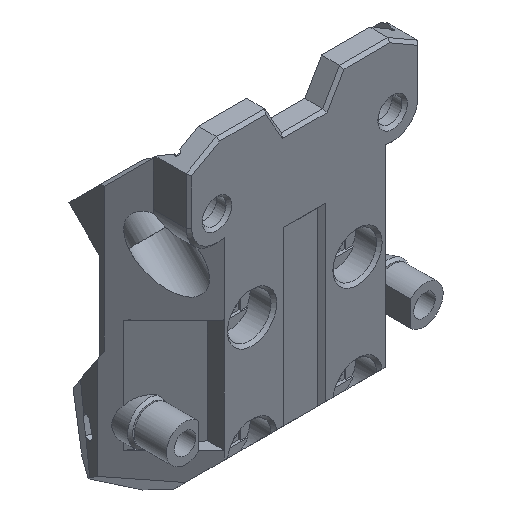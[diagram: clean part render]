
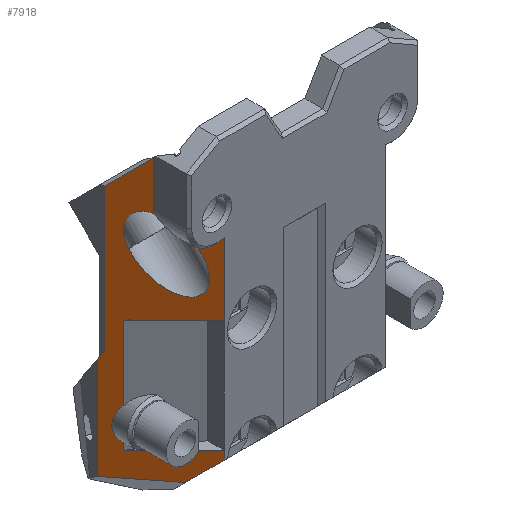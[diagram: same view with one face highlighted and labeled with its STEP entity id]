
A CAD part, isometric view. The second image highlights one B-rep face of the part: STEP entity #7918.
In plain terms, the highlighted face is planar.
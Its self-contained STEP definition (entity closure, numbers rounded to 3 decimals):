
#67=(
BOUNDED_CURVE()
B_SPLINE_CURVE(2,(#11923,#11924,#11925),.UNSPECIFIED.,.F.,.F.)
B_SPLINE_CURVE_WITH_KNOTS((3,3),(0.,0.076),.UNSPECIFIED.)
CURVE()
GEOMETRIC_REPRESENTATION_ITEM()
RATIONAL_B_SPLINE_CURVE((1.,1.,1.))
REPRESENTATION_ITEM('')
);
#425=ELLIPSE('',#8445,5.657,4.);
#426=ELLIPSE('',#8446,6.1,3.05);
#427=ELLIPSE('',#8447,6.1,3.05);
#428=ELLIPSE('',#8448,5.657,4.);
#429=ELLIPSE('',#8449,3.697,3.);
#519=FACE_OUTER_BOUND('',#992,.T.);
#992=EDGE_LOOP('',(#5326,#5327,#5328,#5329,#5330,#5331,#5332,#5333,#5334,
#5335,#5336,#5337,#5338,#5339,#5340,#5341,#5342,#5343,#5344));
#1547=LINE('',#11906,#2416);
#1553=LINE('',#11919,#2422);
#1554=LINE('',#11921,#2423);
#1555=LINE('',#11935,#2424);
#1556=LINE('',#11937,#2425);
#1557=LINE('',#11939,#2426);
#1558=LINE('',#11941,#2427);
#1559=LINE('',#11943,#2428);
#1560=LINE('',#11945,#2429);
#1561=LINE('',#11947,#2430);
#1562=LINE('',#11949,#2431);
#1563=LINE('',#11951,#2432);
#1564=LINE('',#11953,#2433);
#2416=VECTOR('',#9276,10.);
#2422=VECTOR('',#9286,10.);
#2423=VECTOR('',#9287,10.);
#2424=VECTOR('',#9296,10.);
#2425=VECTOR('',#9297,10.);
#2426=VECTOR('',#9298,10.);
#2427=VECTOR('',#9299,10.);
#2428=VECTOR('',#9300,10.);
#2429=VECTOR('',#9301,10.);
#2430=VECTOR('',#9302,10.);
#2431=VECTOR('',#9303,10.);
#2432=VECTOR('',#9304,10.);
#2433=VECTOR('',#9305,10.);
#3271=VERTEX_POINT('',#11904);
#3272=VERTEX_POINT('',#11905);
#3277=VERTEX_POINT('',#11918);
#3278=VERTEX_POINT('',#11920);
#3279=VERTEX_POINT('',#11922);
#3280=VERTEX_POINT('',#11926);
#3281=VERTEX_POINT('',#11928);
#3282=VERTEX_POINT('',#11930);
#3283=VERTEX_POINT('',#11932);
#3284=VERTEX_POINT('',#11934);
#3285=VERTEX_POINT('',#11936);
#3286=VERTEX_POINT('',#11938);
#3287=VERTEX_POINT('',#11940);
#3288=VERTEX_POINT('',#11942);
#3289=VERTEX_POINT('',#11944);
#3290=VERTEX_POINT('',#11946);
#3291=VERTEX_POINT('',#11948);
#3292=VERTEX_POINT('',#11950);
#3293=VERTEX_POINT('',#11952);
#4059=EDGE_CURVE('',#3271,#3272,#1547,.T.);
#4065=EDGE_CURVE('',#3277,#3271,#1553,.T.);
#4066=EDGE_CURVE('',#3278,#3272,#1554,.T.);
#4067=EDGE_CURVE('',#3279,#3278,#67,.F.);
#4068=EDGE_CURVE('',#3279,#3280,#425,.T.);
#4069=EDGE_CURVE('',#3281,#3280,#426,.T.);
#4070=EDGE_CURVE('',#3282,#3281,#427,.T.);
#4071=EDGE_CURVE('',#3282,#3283,#428,.T.);
#4072=EDGE_CURVE('',#3283,#3284,#1555,.T.);
#4073=EDGE_CURVE('',#3285,#3284,#1556,.T.);
#4074=EDGE_CURVE('',#3285,#3286,#1557,.T.);
#4075=EDGE_CURVE('',#3286,#3287,#1558,.T.);
#4076=EDGE_CURVE('',#3287,#3288,#1559,.T.);
#4077=EDGE_CURVE('',#3289,#3288,#1560,.T.);
#4078=EDGE_CURVE('',#3290,#3289,#1561,.T.);
#4079=EDGE_CURVE('',#3291,#3290,#1562,.T.);
#4080=EDGE_CURVE('',#3291,#3292,#1563,.T.);
#4081=EDGE_CURVE('',#3293,#3292,#1564,.T.);
#4082=EDGE_CURVE('',#3293,#3277,#429,.T.);
#5326=ORIENTED_EDGE('',*,*,#4065,.T.);
#5327=ORIENTED_EDGE('',*,*,#4059,.T.);
#5328=ORIENTED_EDGE('',*,*,#4066,.F.);
#5329=ORIENTED_EDGE('',*,*,#4067,.F.);
#5330=ORIENTED_EDGE('',*,*,#4068,.T.);
#5331=ORIENTED_EDGE('',*,*,#4069,.F.);
#5332=ORIENTED_EDGE('',*,*,#4070,.F.);
#5333=ORIENTED_EDGE('',*,*,#4071,.T.);
#5334=ORIENTED_EDGE('',*,*,#4072,.T.);
#5335=ORIENTED_EDGE('',*,*,#4073,.F.);
#5336=ORIENTED_EDGE('',*,*,#4074,.T.);
#5337=ORIENTED_EDGE('',*,*,#4075,.T.);
#5338=ORIENTED_EDGE('',*,*,#4076,.T.);
#5339=ORIENTED_EDGE('',*,*,#4077,.F.);
#5340=ORIENTED_EDGE('',*,*,#4078,.F.);
#5341=ORIENTED_EDGE('',*,*,#4079,.F.);
#5342=ORIENTED_EDGE('',*,*,#4080,.T.);
#5343=ORIENTED_EDGE('',*,*,#4081,.F.);
#5344=ORIENTED_EDGE('',*,*,#4082,.T.);
#7566=PLANE('',#8444);
#7918=ADVANCED_FACE('',(#519),#7566,.F.);
#8444=AXIS2_PLACEMENT_3D('',#11917,#9284,#9285);
#8445=AXIS2_PLACEMENT_3D('',#11927,#9288,#9289);
#8446=AXIS2_PLACEMENT_3D('',#11929,#9290,#9291);
#8447=AXIS2_PLACEMENT_3D('',#11931,#9292,#9293);
#8448=AXIS2_PLACEMENT_3D('',#11933,#9294,#9295);
#8449=AXIS2_PLACEMENT_3D('',#11954,#9306,#9307);
#9276=DIRECTION('',(0.707,0.,-0.707));
#9284=DIRECTION('center_axis',(0.707,0.,0.707));
#9285=DIRECTION('ref_axis',(0.707,0.,-0.707));
#9286=DIRECTION('',(0.,-1.,0.));
#9287=DIRECTION('',(0.,1.,0.));
#9288=DIRECTION('center_axis',(0.707,0.,0.707));
#9289=DIRECTION('ref_axis',(0.707,0.,-0.707));
#9290=DIRECTION('center_axis',(-0.707,0.,
-0.707));
#9291=DIRECTION('ref_axis',(0.408,0.816,-0.408));
#9292=DIRECTION('center_axis',(-0.707,0.,
-0.707));
#9293=DIRECTION('ref_axis',(0.408,0.816,-0.408));
#9294=DIRECTION('center_axis',(0.707,0.,0.707));
#9295=DIRECTION('ref_axis',(0.707,0.,-0.707));
#9296=DIRECTION('',(0.,-1.,0.));
#9297=DIRECTION('',(0.577,-0.577,-0.577));
#9298=DIRECTION('',(0.,1.,0.));
#9299=DIRECTION('',(-0.41,0.815,0.41));
#9300=DIRECTION('',(0.,1.,0.));
#9301=DIRECTION('',(-0.705,-0.084,0.705));
#9302=DIRECTION('',(-0.577,0.577,0.577));
#9303=DIRECTION('',(0.,1.,0.));
#9304=DIRECTION('',(-0.707,0.,0.707));
#9305=DIRECTION('',(0.,1.,0.));
#9306=DIRECTION('center_axis',(0.707,0.,0.707));
#9307=DIRECTION('ref_axis',(-0.663,0.347,0.663));
#11904=CARTESIAN_POINT('',(-18.655,-37.124,21.372));
#11905=CARTESIAN_POINT('',(-11.46,-37.124,14.177));
#11906=CARTESIAN_POINT('',(-12.766,-37.124,15.482));
#11917=CARTESIAN_POINT('Origin',(-13.399,-30.09,16.116));
#11918=CARTESIAN_POINT('',(-18.655,-26.602,21.372));
#11919=CARTESIAN_POINT('',(-18.655,-32.107,21.372));
#11920=CARTESIAN_POINT('',(-11.46,-47.377,14.177));
#11921=CARTESIAN_POINT('',(-11.46,-33.391,14.177));
#11922=CARTESIAN_POINT('',(-11.86,-46.875,14.577));
#11923=CARTESIAN_POINT('Ctrl Pts',(-11.46,-47.377,
14.177));
#11924=CARTESIAN_POINT('Ctrl Pts',(-11.646,-47.126,14.363));
#11925=CARTESIAN_POINT('Ctrl Pts',(-11.86,-46.875,
14.577));
#11926=CARTESIAN_POINT('',(-13.792,-47.038,16.509));
#11927=CARTESIAN_POINT('Origin',(-12.5,-50.823,15.217));
#11928=CARTESIAN_POINT('',(-18.265,-45.995,20.982));
#11929=CARTESIAN_POINT('Origin',(-15.564,-45.299,18.281));
#11930=CARTESIAN_POINT('',(-16.469,-50.322,19.185));
#11931=CARTESIAN_POINT('Origin',(-15.564,-45.299,18.281));
#11932=CARTESIAN_POINT('',(-16.5,-50.823,19.217));
#11933=CARTESIAN_POINT('Origin',(-12.5,-50.823,15.217));
#11934=CARTESIAN_POINT('',(-16.5,-57.169,19.217));
#11935=CARTESIAN_POINT('',(-16.5,-40.457,19.217));
#11936=CARTESIAN_POINT('',(-20.,-53.669,22.717));
#11937=CARTESIAN_POINT('',(-19.248,-54.421,21.965));
#11938=CARTESIAN_POINT('',(-20.,-33.362,22.717));
#11939=CARTESIAN_POINT('',(-20.,-23.032,22.717));
#11940=CARTESIAN_POINT('',(-20.5,-32.367,23.217));
#11941=CARTESIAN_POINT('',(-22.277,-28.835,24.994));
#11942=CARTESIAN_POINT('',(-20.5,-17.918,23.217));
#11943=CARTESIAN_POINT('',(-20.5,-24.577,23.217));
#11944=CARTESIAN_POINT('',(-14.216,-17.167,16.933));
#11945=CARTESIAN_POINT('',(-13.665,-17.101,16.382));
#11946=CARTESIAN_POINT('',(-11.46,-19.923,14.177));
#11947=CARTESIAN_POINT('',(-10.26,-21.123,12.977));
#11948=CARTESIAN_POINT('',(-11.46,-21.124,14.177));
#11949=CARTESIAN_POINT('',(-11.46,-33.391,14.177));
#11950=CARTESIAN_POINT('',(-18.655,-21.124,21.372));
#11951=CARTESIAN_POINT('',(-12.429,-21.124,15.146));
#11952=CARTESIAN_POINT('',(-18.655,-22.132,21.372));
#11953=CARTESIAN_POINT('',(-18.655,-29.365,21.372));
#11954=CARTESIAN_POINT('Origin',(-16.904,-24.654,19.621));
